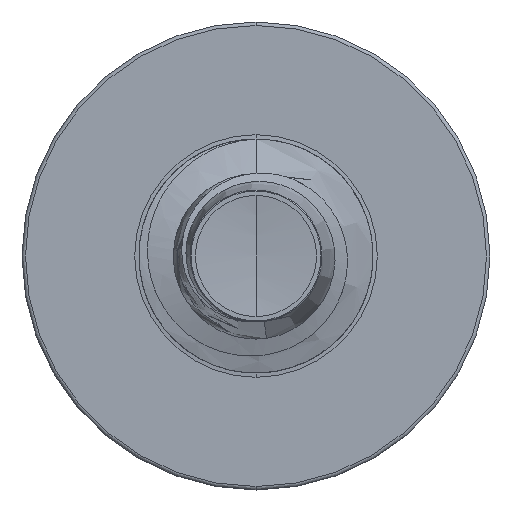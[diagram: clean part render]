
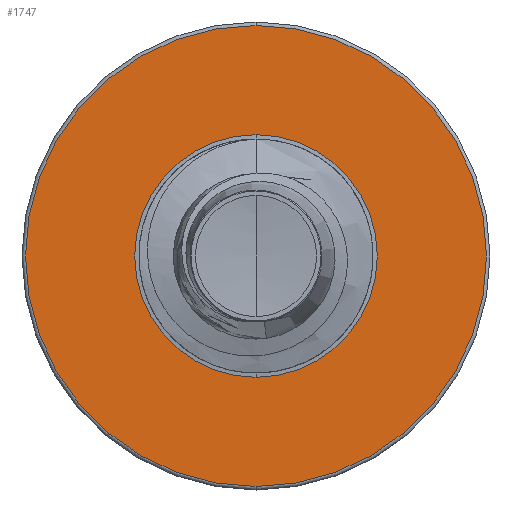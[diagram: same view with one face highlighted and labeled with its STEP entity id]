
A CAD part, front view. The second image highlights one B-rep face of the part: STEP entity #1747.
In plain terms, the highlighted planar face has unit normal (0, -1, 0).
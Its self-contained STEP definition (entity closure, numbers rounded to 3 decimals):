
#1422 = AXIS2_PLACEMENT_3D ( 'NONE', #12868, #12825, #12808 ) ;
#1747 = ADVANCED_FACE ( 'NONE', ( #3811, #3211 ), #12938, .F. ) ;
#1834 = AXIS2_PLACEMENT_3D ( 'NONE', #6531, #6133, #6108 ) ;
#2592 = CARTESIAN_POINT ( 'NONE',  ( 0., 11., 0. ) ) ;
#2619 = DIRECTION ( 'NONE',  ( 0., 1., 0. ) ) ;
#2658 = CIRCLE ( 'NONE', #1834, 2.462 ) ;
#3211 = FACE_BOUND ( 'NONE', #11941, .T. ) ;
#3811 = FACE_OUTER_BOUND ( 'NONE', #13031, .T. ) ;
#4026 = VERTEX_POINT ( 'NONE', #11102 ) ;
#4525 = CARTESIAN_POINT ( 'NONE',  ( 0., 11., -2.462 ) ) ;
#5094 = AXIS2_PLACEMENT_3D ( 'NONE', #5592, #5584, #5565 ) ;
#5565 = DIRECTION ( 'NONE',  ( 0., 0., 1. ) ) ;
#5584 = DIRECTION ( 'NONE',  ( 0., 1., 0. ) ) ;
#5592 = CARTESIAN_POINT ( 'NONE',  ( 0., 11., 0. ) ) ;
#6108 = DIRECTION ( 'NONE',  ( 0., 0., 1. ) ) ;
#6133 = DIRECTION ( 'NONE',  ( 0., 1., 0. ) ) ;
#6531 = CARTESIAN_POINT ( 'NONE',  ( 0., 11., 0. ) ) ;
#6596 = ORIENTED_EDGE ( 'NONE', *, *, #14323, .T. ) ;
#6890 = DIRECTION ( 'NONE',  ( 0., 0., 1. ) ) ;
#6911 = DIRECTION ( 'NONE',  ( 0., 1., 0. ) ) ;
#6937 = CARTESIAN_POINT ( 'NONE',  ( 0., 11., 0. ) ) ;
#6995 = CARTESIAN_POINT ( 'NONE',  ( 0., 11., -1.296 ) ) ;
#7719 = VERTEX_POINT ( 'NONE', #13476 ) ;
#10378 = VERTEX_POINT ( 'NONE', #6995 ) ;
#11102 = CARTESIAN_POINT ( 'NONE',  ( 0., 11., 1.296 ) ) ;
#11341 = VERTEX_POINT ( 'NONE', #4525 ) ;
#11941 = EDGE_LOOP ( 'NONE', ( #6596, #14515 ) ) ;
#12808 = DIRECTION ( 'NONE',  ( 0., 0., 1. ) ) ;
#12825 = DIRECTION ( 'NONE',  ( 0., 1., 0. ) ) ;
#12868 = CARTESIAN_POINT ( 'NONE',  ( 0., 11., -1.296 ) ) ;
#12938 = PLANE ( 'NONE',  #1422 ) ;
#13031 = EDGE_LOOP ( 'NONE', ( #14175, #17042 ) ) ;
#13187 = CIRCLE ( 'NONE', #14930, 2.462 ) ;
#13476 = CARTESIAN_POINT ( 'NONE',  ( 0., 11., 2.463 ) ) ;
#14175 = ORIENTED_EDGE ( 'NONE', *, *, #15952, .F. ) ;
#14323 = EDGE_CURVE ( 'NONE', #4026, #10378, #16091, .T. ) ;
#14515 = ORIENTED_EDGE ( 'NONE', *, *, #14981, .T. ) ;
#14930 = AXIS2_PLACEMENT_3D ( 'NONE', #2592, #2619, #18605 ) ;
#14981 = EDGE_CURVE ( 'NONE', #10378, #4026, #15771, .T. ) ;
#15771 = CIRCLE ( 'NONE', #5094, 1.296 ) ;
#15952 = EDGE_CURVE ( 'NONE', #7719, #11341, #13187, .T. ) ;
#16091 = CIRCLE ( 'NONE', #18547, 1.296 ) ;
#16146 = EDGE_CURVE ( 'NONE', #11341, #7719, #2658, .T. ) ;
#17042 = ORIENTED_EDGE ( 'NONE', *, *, #16146, .F. ) ;
#18547 = AXIS2_PLACEMENT_3D ( 'NONE', #6937, #6911, #6890 ) ;
#18605 = DIRECTION ( 'NONE',  ( 0., 0., 1. ) ) ;
